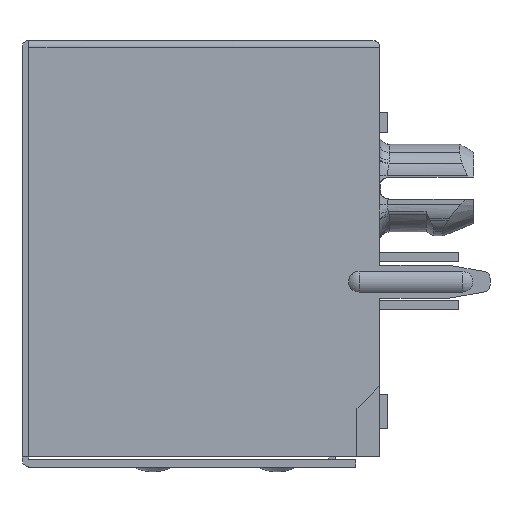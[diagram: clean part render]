
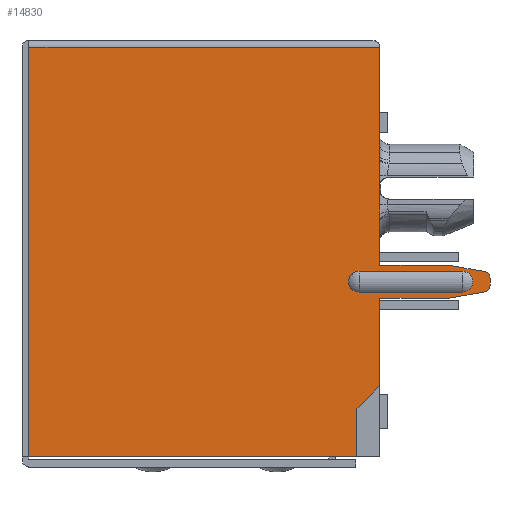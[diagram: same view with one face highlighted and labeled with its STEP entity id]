
A CAD part, left-side view. The second image highlights one B-rep face of the part: STEP entity #14830.
In plain terms, the highlighted planar face has unit normal (-1, 0, 0).
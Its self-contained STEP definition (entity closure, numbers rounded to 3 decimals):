
#237=B_SPLINE_CURVE_WITH_KNOTS('',3,(#26445,#26446,#26447,#26448,#26449,
#26450,#26451,#26452,#26453,#26454,#26455,#26456,#26457,#26458,#26459,#26460,
#26461,#26462,#26463,#26464,#26465,#26466),.UNSPECIFIED.,.F.,.F.,(4,2,2,
2,2,2,2,2,2,2,4),(-0.119,-0.111,-0.103,
-0.089,-0.075,-0.059,-0.044,
-0.03,-0.016,-0.008,0.),
 .UNSPECIFIED.);
#293=FACE_BOUND('',#2333,.T.);
#587=CIRCLE('',#15853,0.254);
#588=CIRCLE('',#15856,0.254);
#622=CIRCLE('',#15945,0.381);
#1529=FACE_OUTER_BOUND('',#2332,.T.);
#2332=EDGE_LOOP('',(#13420,#13421,#13422,#13423,#13424,#13425,#13426,#13427,
#13428,#13429,#13430,#13431,#13432,#13433));
#2333=EDGE_LOOP('',(#13434,#13435,#13436,#13437));
#3947=LINE('',#25875,#5611);
#3949=LINE('',#25879,#5613);
#3951=LINE('',#25883,#5615);
#3954=LINE('',#25891,#5618);
#3957=LINE('',#25899,#5621);
#3959=LINE('',#25903,#5623);
#3961=LINE('',#25907,#5625);
#3963=LINE('',#25911,#5627);
#3965=LINE('',#25915,#5629);
#3967=LINE('',#25919,#5631);
#3970=LINE('',#25926,#5634);
#4009=LINE('',#26440,#5673);
#4010=LINE('',#26443,#5674);
#4011=LINE('',#26468,#5675);
#5611=VECTOR('',#19544,1000.);
#5613=VECTOR('',#19548,1000.);
#5615=VECTOR('',#19552,1000.);
#5618=VECTOR('',#19561,1000.);
#5621=VECTOR('',#19570,1000.);
#5623=VECTOR('',#19574,1000.);
#5625=VECTOR('',#19578,1000.);
#5627=VECTOR('',#19582,1000.);
#5629=VECTOR('',#19586,1000.);
#5631=VECTOR('',#19590,1000.);
#5634=VECTOR('',#19597,1000.);
#5673=VECTOR('',#19796,1000.);
#5674=VECTOR('',#19797,1000.);
#5675=VECTOR('',#19798,1000.);
#6443=VERTEX_POINT('',#23940);
#7048=VERTEX_POINT('',#25874);
#7049=VERTEX_POINT('',#25878);
#7050=VERTEX_POINT('',#25882);
#7051=VERTEX_POINT('',#25886);
#7052=VERTEX_POINT('',#25890);
#7053=VERTEX_POINT('',#25894);
#7054=VERTEX_POINT('',#25898);
#7055=VERTEX_POINT('',#25902);
#7056=VERTEX_POINT('',#25906);
#7057=VERTEX_POINT('',#25910);
#7058=VERTEX_POINT('',#25914);
#7059=VERTEX_POINT('',#25918);
#7060=VERTEX_POINT('',#25922);
#7086=VERTEX_POINT('',#26441);
#7087=VERTEX_POINT('',#26442);
#7088=VERTEX_POINT('',#26444);
#7089=VERTEX_POINT('',#26467);
#9140=EDGE_CURVE('',#6443,#7048,#3947,.T.);
#9142=EDGE_CURVE('',#7048,#7049,#3949,.T.);
#9144=EDGE_CURVE('',#7049,#7050,#3951,.T.);
#9146=EDGE_CURVE('',#7051,#7050,#587,.T.);
#9148=EDGE_CURVE('',#7052,#7051,#3954,.T.);
#9150=EDGE_CURVE('',#7053,#7052,#588,.T.);
#9152=EDGE_CURVE('',#7053,#7054,#3957,.T.);
#9154=EDGE_CURVE('',#7054,#7055,#3959,.T.);
#9156=EDGE_CURVE('',#7055,#7056,#3961,.T.);
#9158=EDGE_CURVE('',#7057,#7056,#3963,.T.);
#9160=EDGE_CURVE('',#7058,#7057,#3965,.T.);
#9162=EDGE_CURVE('',#7058,#7059,#3967,.T.);
#9166=EDGE_CURVE('',#7060,#7059,#3970,.T.);
#9237=EDGE_CURVE('',#6443,#7060,#4009,.T.);
#9238=EDGE_CURVE('',#7086,#7087,#4010,.T.);
#9239=EDGE_CURVE('',#7087,#7088,#237,.T.);
#9240=EDGE_CURVE('',#7088,#7089,#4011,.T.);
#9241=EDGE_CURVE('',#7089,#7086,#622,.T.);
#13420=ORIENTED_EDGE('',*,*,#9166,.T.);
#13421=ORIENTED_EDGE('',*,*,#9162,.F.);
#13422=ORIENTED_EDGE('',*,*,#9160,.T.);
#13423=ORIENTED_EDGE('',*,*,#9158,.T.);
#13424=ORIENTED_EDGE('',*,*,#9156,.F.);
#13425=ORIENTED_EDGE('',*,*,#9154,.F.);
#13426=ORIENTED_EDGE('',*,*,#9152,.F.);
#13427=ORIENTED_EDGE('',*,*,#9150,.T.);
#13428=ORIENTED_EDGE('',*,*,#9148,.T.);
#13429=ORIENTED_EDGE('',*,*,#9146,.T.);
#13430=ORIENTED_EDGE('',*,*,#9144,.F.);
#13431=ORIENTED_EDGE('',*,*,#9142,.F.);
#13432=ORIENTED_EDGE('',*,*,#9140,.F.);
#13433=ORIENTED_EDGE('',*,*,#9237,.T.);
#13434=ORIENTED_EDGE('',*,*,#9238,.T.);
#13435=ORIENTED_EDGE('',*,*,#9239,.T.);
#13436=ORIENTED_EDGE('',*,*,#9240,.T.);
#13437=ORIENTED_EDGE('',*,*,#9241,.T.);
#14083=PLANE('',#15944);
#14830=ADVANCED_FACE('',(#1529,#293),#14083,.T.);
#15853=AXIS2_PLACEMENT_3D('',#25887,#19556,#19557);
#15856=AXIS2_PLACEMENT_3D('',#25895,#19565,#19566);
#15944=AXIS2_PLACEMENT_3D('',#26439,#19794,#19795);
#15945=AXIS2_PLACEMENT_3D('',#26469,#19799,#19800);
#19544=DIRECTION('',(0.,0.,-1.));
#19548=DIRECTION('',(0.,-1.,0.));
#19552=DIRECTION('',(0.,-0.985,-0.174));
#19556=DIRECTION('center_axis',(-1.,0.,0.));
#19557=DIRECTION('ref_axis',(0.,-0.174,0.985));
#19561=DIRECTION('',(0.,0.,1.));
#19565=DIRECTION('center_axis',(-1.,0.,0.));
#19566=DIRECTION('ref_axis',(0.,-1.,0.));
#19570=DIRECTION('',(0.,0.985,-0.174));
#19574=DIRECTION('',(0.,1.,0.));
#19578=DIRECTION('',(0.,0.,-1.));
#19582=DIRECTION('',(0.,-0.707,0.707));
#19586=DIRECTION('',(0.,0.,1.));
#19590=DIRECTION('',(0.,1.,0.));
#19597=DIRECTION('',(0.,0.,-1.));
#19794=DIRECTION('center_axis',(-1.,0.,0.));
#19795=DIRECTION('ref_axis',(0.,0.,1.));
#19796=DIRECTION('',(0.,1.,0.));
#19797=DIRECTION('',(0.,1.,0.));
#19798=DIRECTION('',(0.,-1.,0.));
#19799=DIRECTION('center_axis',(1.,0.,0.));
#19800=DIRECTION('ref_axis',(0.,0.,-1.));
#23940=CARTESIAN_POINT('',(-8.316,-2.792,6.173));
#25874=CARTESIAN_POINT('',(-8.316,-2.792,-1.853));
#25875=CARTESIAN_POINT('',(-8.316,-2.792,2.16));
#25878=CARTESIAN_POINT('',(-8.316,-5.332,-1.853));
#25879=CARTESIAN_POINT('',(-8.316,-4.062,-1.853));
#25882=CARTESIAN_POINT('',(-8.316,-6.646,-2.085));
#25883=CARTESIAN_POINT('',(-8.316,-5.989,-1.969));
#25886=CARTESIAN_POINT('',(-8.316,-6.856,-2.335));
#25887=CARTESIAN_POINT('Origin',(-8.316,-6.602,-2.335));
#25890=CARTESIAN_POINT('',(-8.316,-6.856,-2.59));
#25891=CARTESIAN_POINT('',(-8.316,-6.856,-2.463));
#25894=CARTESIAN_POINT('',(-8.316,-6.646,-2.84));
#25895=CARTESIAN_POINT('Origin',(-8.316,-6.602,-2.59));
#25898=CARTESIAN_POINT('',(-8.316,-5.332,-3.072));
#25899=CARTESIAN_POINT('',(-8.316,-5.989,-2.956));
#25902=CARTESIAN_POINT('',(-8.316,-2.792,-3.072));
#25903=CARTESIAN_POINT('',(-8.316,-4.062,-3.072));
#25906=CARTESIAN_POINT('',(-8.316,-2.792,-6.298));
#25907=CARTESIAN_POINT('',(-8.316,-2.792,-4.685));
#25910=CARTESIAN_POINT('',(-8.316,-1.954,-7.136));
#25911=CARTESIAN_POINT('',(-8.316,-2.373,-6.717));
#25914=CARTESIAN_POINT('',(-8.316,-1.954,-8.914));
#25915=CARTESIAN_POINT('',(-8.316,-1.954,-8.025));
#25918=CARTESIAN_POINT('',(-8.316,10.134,-8.914));
#25919=CARTESIAN_POINT('',(-8.316,4.09,-8.914));
#25922=CARTESIAN_POINT('',(-8.316,10.134,6.173));
#25926=CARTESIAN_POINT('',(-8.316,10.134,-1.197));
#26439=CARTESIAN_POINT('Origin',(-8.316,-6.856,-8.914));
#26440=CARTESIAN_POINT('',(-8.316,1.639,6.173));
#26441=CARTESIAN_POINT('',(-8.316,-5.84,-2.844));
#26442=CARTESIAN_POINT('',(-8.316,-2.03,-2.844));
#26443=CARTESIAN_POINT('',(-8.316,1.639,-2.844));
#26444=CARTESIAN_POINT('',(-8.316,-2.03,-2.082));
#26445=CARTESIAN_POINT('Ctrl Pts',(-8.316,-2.03,-2.844));
#26446=CARTESIAN_POINT('Ctrl Pts',(-8.316,-2.004,-2.844));
#26447=CARTESIAN_POINT('Ctrl Pts',(-8.316,-1.978,-2.841));
#26448=CARTESIAN_POINT('Ctrl Pts',(-8.316,-1.927,-2.83));
#26449=CARTESIAN_POINT('Ctrl Pts',(-8.316,-1.9,-2.822));
#26450=CARTESIAN_POINT('Ctrl Pts',(-8.316,-1.833,-2.792));
#26451=CARTESIAN_POINT('Ctrl Pts',(-8.316,-1.793,-2.764));
#26452=CARTESIAN_POINT('Ctrl Pts',(-8.316,-1.725,-2.696));
#26453=CARTESIAN_POINT('Ctrl Pts',(-8.316,-1.697,-2.654));
#26454=CARTESIAN_POINT('Ctrl Pts',(-8.316,-1.658,-2.561));
#26455=CARTESIAN_POINT('Ctrl Pts',(-8.316,-1.649,
-2.51));
#26456=CARTESIAN_POINT('Ctrl Pts',(-8.316,-1.649,
-2.415));
#26457=CARTESIAN_POINT('Ctrl Pts',(-8.316,-1.658,-2.364));
#26458=CARTESIAN_POINT('Ctrl Pts',(-8.316,-1.697,-2.271));
#26459=CARTESIAN_POINT('Ctrl Pts',(-8.316,-1.725,-2.229));
#26460=CARTESIAN_POINT('Ctrl Pts',(-8.316,-1.793,-2.161));
#26461=CARTESIAN_POINT('Ctrl Pts',(-8.316,-1.833,-2.133));
#26462=CARTESIAN_POINT('Ctrl Pts',(-8.316,-1.9,-2.103));
#26463=CARTESIAN_POINT('Ctrl Pts',(-8.316,-1.927,-2.095));
#26464=CARTESIAN_POINT('Ctrl Pts',(-8.316,-1.978,-2.084));
#26465=CARTESIAN_POINT('Ctrl Pts',(-8.316,-2.004,-2.082));
#26466=CARTESIAN_POINT('Ctrl Pts',(-8.316,-2.03,-2.082));
#26467=CARTESIAN_POINT('',(-8.316,-5.84,-2.082));
#26468=CARTESIAN_POINT('',(-8.316,1.639,-2.082));
#26469=CARTESIAN_POINT('Origin',(-8.316,-5.84,-2.463));
